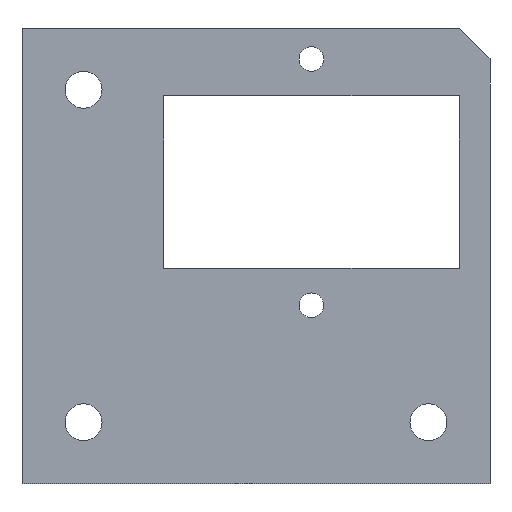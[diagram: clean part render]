
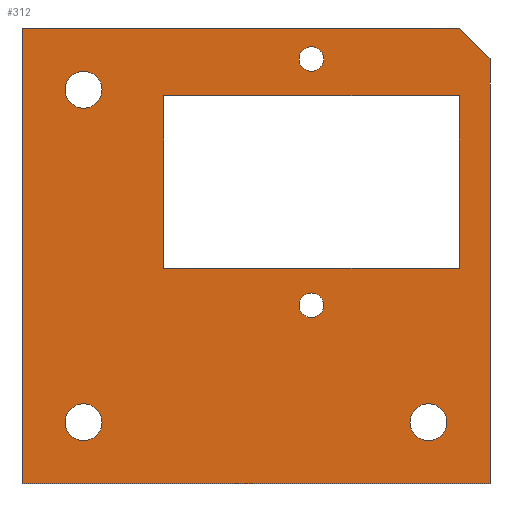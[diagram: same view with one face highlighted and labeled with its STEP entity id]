
A CAD part, front view. The second image highlights one B-rep face of the part: STEP entity #312.
In plain terms, the highlighted planar face has unit normal (0, -1, 0).
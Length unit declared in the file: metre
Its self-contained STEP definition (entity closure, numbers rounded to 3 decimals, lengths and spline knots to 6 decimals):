
#13=CIRCLE('',#335,0.003);
#15=CIRCLE('',#338,0.003);
#17=CIRCLE('',#341,0.003);
#19=CIRCLE('',#344,0.002);
#21=CIRCLE('',#347,0.002);
#87=ORIENTED_EDGE('',*,*,#111,.T.);
#88=ORIENTED_EDGE('',*,*,#134,.T.);
#89=ORIENTED_EDGE('',*,*,#121,.T.);
#90=ORIENTED_EDGE('',*,*,#118,.T.);
#91=ORIENTED_EDGE('',*,*,#115,.T.);
#92=ORIENTED_EDGE('',*,*,#133,.T.);
#93=ORIENTED_EDGE('',*,*,#131,.T.);
#94=ORIENTED_EDGE('',*,*,#129,.T.);
#95=ORIENTED_EDGE('',*,*,#127,.T.);
#96=ORIENTED_EDGE('',*,*,#125,.T.);
#97=ORIENTED_EDGE('',*,*,#101,.T.);
#98=ORIENTED_EDGE('',*,*,#136,.T.);
#99=ORIENTED_EDGE('',*,*,#108,.F.);
#100=ORIENTED_EDGE('',*,*,#105,.F.);
#101=EDGE_CURVE('',#138,#139,#166,.T.);
#105=EDGE_CURVE('',#138,#142,#170,.T.);
#108=EDGE_CURVE('',#142,#144,#173,.T.);
#111=EDGE_CURVE('',#146,#147,#176,.T.);
#115=EDGE_CURVE('',#150,#146,#180,.T.);
#118=EDGE_CURVE('',#152,#150,#183,.T.);
#121=EDGE_CURVE('',#154,#152,#186,.T.);
#125=EDGE_CURVE('',#157,#157,#13,.T.);
#127=EDGE_CURVE('',#159,#159,#15,.T.);
#129=EDGE_CURVE('',#161,#161,#17,.T.);
#131=EDGE_CURVE('',#163,#163,#19,.T.);
#133=EDGE_CURVE('',#165,#165,#21,.T.);
#134=EDGE_CURVE('',#147,#154,#189,.T.);
#136=EDGE_CURVE('',#139,#144,#191,.T.);
#138=VERTEX_POINT('',#436);
#139=VERTEX_POINT('',#437);
#142=VERTEX_POINT('',#445);
#144=VERTEX_POINT('',#451);
#146=VERTEX_POINT('',#457);
#147=VERTEX_POINT('',#458);
#150=VERTEX_POINT('',#466);
#152=VERTEX_POINT('',#472);
#154=VERTEX_POINT('',#478);
#157=VERTEX_POINT('',#486);
#159=VERTEX_POINT('',#491);
#161=VERTEX_POINT('',#496);
#163=VERTEX_POINT('',#501);
#165=VERTEX_POINT('',#506);
#166=LINE('',#435,#193);
#170=LINE('',#444,#197);
#173=LINE('',#450,#200);
#176=LINE('',#456,#203);
#180=LINE('',#465,#207);
#183=LINE('',#471,#210);
#186=LINE('',#477,#213);
#189=LINE('',#508,#216);
#191=LINE('',#511,#218);
#193=VECTOR('',#356,1.);
#197=VECTOR('',#362,1.);
#200=VECTOR('',#367,1.);
#203=VECTOR('',#372,1.);
#207=VECTOR('',#378,1.);
#210=VECTOR('',#383,1.);
#213=VECTOR('',#388,1.);
#216=VECTOR('',#423,1.);
#218=VECTOR('',#427,1.);
#246=EDGE_LOOP('',(#87,#88,#89,#90,#91));
#247=EDGE_LOOP('',(#92));
#248=EDGE_LOOP('',(#93));
#249=EDGE_LOOP('',(#94));
#250=EDGE_LOOP('',(#95));
#251=EDGE_LOOP('',(#96));
#252=EDGE_LOOP('',(#97,#98,#99,#100));
#279=FACE_BOUND('',#246,.T.);
#280=FACE_BOUND('',#247,.T.);
#281=FACE_BOUND('',#248,.T.);
#282=FACE_BOUND('',#249,.T.);
#283=FACE_BOUND('',#250,.T.);
#284=FACE_BOUND('',#251,.T.);
#285=FACE_BOUND('',#252,.T.);
#296=PLANE('',#351);
#312=ADVANCED_FACE('',(#279,#280,#281,#282,#283,#284,#285),#296,.F.);
#335=AXIS2_PLACEMENT_3D('',#485,#395,#396);
#338=AXIS2_PLACEMENT_3D('',#490,#401,#402);
#341=AXIS2_PLACEMENT_3D('',#495,#407,#408);
#344=AXIS2_PLACEMENT_3D('',#500,#413,#414);
#347=AXIS2_PLACEMENT_3D('',#505,#419,#420);
#351=AXIS2_PLACEMENT_3D('',#514,#431,#432);
#356=DIRECTION('',(1.,0.,0.));
#362=DIRECTION('',(0.,0.,-1.));
#367=DIRECTION('',(1.,0.,0.));
#372=DIRECTION('',(0.,0.,1.));
#378=DIRECTION('',(1.,0.,0.));
#383=DIRECTION('',(0.,0.,-1.));
#388=DIRECTION('',(-1.,0.,0.));
#395=DIRECTION('',(0.,1.,0.));
#396=DIRECTION('',(0.,0.,1.));
#401=DIRECTION('',(0.,1.,0.));
#402=DIRECTION('',(0.,0.,1.));
#407=DIRECTION('',(0.,1.,0.));
#408=DIRECTION('',(0.,0.,1.));
#413=DIRECTION('',(0.,1.,0.));
#414=DIRECTION('',(0.,0.,1.));
#419=DIRECTION('',(0.,1.,0.));
#420=DIRECTION('',(0.,0.,1.));
#423=DIRECTION('',(-0.707,0.,0.707));
#427=DIRECTION('',(0.,0.,-1.));
#431=DIRECTION('',(0.,1.,0.));
#432=DIRECTION('',(-1.,0.,0.));
#435=CARTESIAN_POINT('',(-0.323,0.39,0.063));
#436=CARTESIAN_POINT('',(-0.347,0.39,0.063));
#437=CARTESIAN_POINT('',(-0.299,0.39,0.063));
#444=CARTESIAN_POINT('',(-0.347,0.39,0.049));
#445=CARTESIAN_POINT('',(-0.347,0.39,0.035));
#450=CARTESIAN_POINT('',(-0.323,0.39,0.035));
#451=CARTESIAN_POINT('',(-0.299,0.39,0.035));
#456=CARTESIAN_POINT('',(-0.294,0.39,0.0345));
#457=CARTESIAN_POINT('',(-0.294,0.39,0.));
#458=CARTESIAN_POINT('',(-0.294,0.39,0.069));
#465=CARTESIAN_POINT('',(-0.332,0.39,0.));
#466=CARTESIAN_POINT('',(-0.37,0.39,0.));
#471=CARTESIAN_POINT('',(-0.37,0.39,0.037));
#472=CARTESIAN_POINT('',(-0.37,0.39,0.074));
#477=CARTESIAN_POINT('',(-0.3345,0.39,0.074));
#478=CARTESIAN_POINT('',(-0.299,0.39,0.074));
#485=CARTESIAN_POINT('',(-0.36,0.39,0.01));
#486=CARTESIAN_POINT('',(-0.36,0.39,0.013));
#490=CARTESIAN_POINT('',(-0.36,0.39,0.064));
#491=CARTESIAN_POINT('',(-0.36,0.39,0.067));
#495=CARTESIAN_POINT('',(-0.304,0.39,0.01));
#496=CARTESIAN_POINT('',(-0.304,0.39,0.013));
#500=CARTESIAN_POINT('',(-0.323,0.39,0.029));
#501=CARTESIAN_POINT('',(-0.323,0.39,0.031));
#505=CARTESIAN_POINT('',(-0.323,0.39,0.069));
#506=CARTESIAN_POINT('',(-0.323,0.39,0.071));
#508=CARTESIAN_POINT('',(-0.2965,0.39,0.0715));
#511=CARTESIAN_POINT('',(-0.299,0.39,0.049));
#514=CARTESIAN_POINT('',(-0.184999,0.39,0.037));
